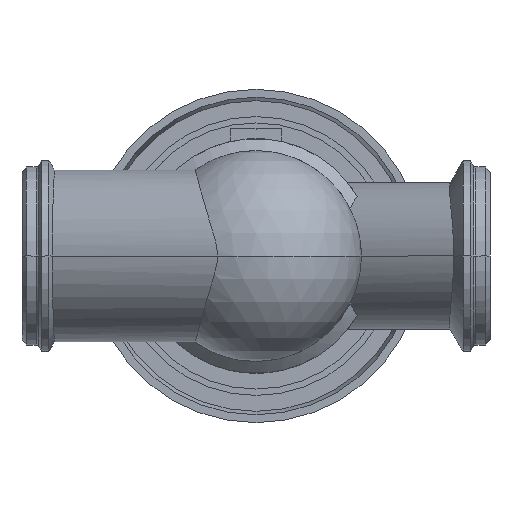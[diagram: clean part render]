
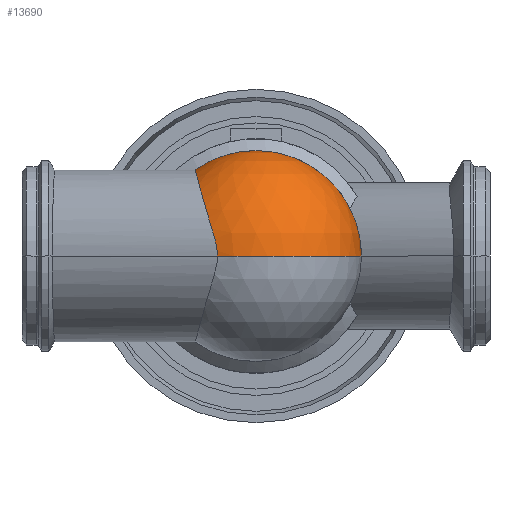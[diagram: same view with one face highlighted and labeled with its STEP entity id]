
A CAD part, front view. The second image highlights one B-rep face of the part: STEP entity #13690.
In plain terms, the highlighted spherical face has radius 164.2 mm.
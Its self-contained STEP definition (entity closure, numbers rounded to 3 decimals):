
#100=CARTESIAN_POINT('',(304.898,-218.775,
0.));
#110=VERTEX_POINT('',#100);
#1780=CARTESIAN_POINT('',(269.918,-65.97,
133.869));
#1790=VERTEX_POINT('',#1780);
#1820=CARTESIAN_POINT('',(269.918,-65.97,
-133.869));
#1830=CARTESIAN_POINT('',(269.932,-66.681,
-133.879));
#1840=CARTESIAN_POINT('',(269.947,-67.389,
-133.884));
#1850=CARTESIAN_POINT('',(270.066,-72.728,
-133.884));
#1860=CARTESIAN_POINT('',(270.205,-77.438,
-133.667));
#1870=CARTESIAN_POINT('',(270.566,-86.924,
-132.768));
#1880=CARTESIAN_POINT('',(270.787,-91.7,
-132.088));
#1890=CARTESIAN_POINT('',(271.325,-101.23,
-130.257));
#1900=CARTESIAN_POINT('',(271.641,-105.984,
-129.107));
#1910=CARTESIAN_POINT('',(272.374,-115.388,
-126.349));
#1920=CARTESIAN_POINT('',(272.792,-120.038,
-124.741));
#1930=CARTESIAN_POINT('',(273.734,-129.153,
-121.096));
#1940=CARTESIAN_POINT('',(274.258,-133.623,
-119.058));
#1950=CARTESIAN_POINT('',(275.415,-142.314,
-114.595));
#1960=CARTESIAN_POINT('',(276.048,-146.535,
-112.17));
#1970=CARTESIAN_POINT('',(277.416,-154.666,
-106.993));
#1980=CARTESIAN_POINT('',(278.152,-158.576,
-104.24));
#1990=CARTESIAN_POINT('',(279.715,-166.032,
-98.481));
#2000=CARTESIAN_POINT('',(280.543,-169.578,
-95.475));
#2010=CARTESIAN_POINT('',(282.233,-176.118,
-89.434));
#2020=CARTESIAN_POINT('',(283.121,-179.24,
-86.303));
#2030=CARTESIAN_POINT('',(285.015,-185.252,
-79.729));
#2040=CARTESIAN_POINT('',(286.022,-188.142,
-76.285));
#2050=CARTESIAN_POINT('',(288.138,-193.621,
-69.141));
#2060=CARTESIAN_POINT('',(289.248,-196.21,
-65.44));
#2070=CARTESIAN_POINT('',(291.547,-201.034,
-57.841));
#2080=CARTESIAN_POINT('',(292.735,-203.268,
-53.944));
#2090=CARTESIAN_POINT('',(294.541,-206.321,
-48.));
#2100=CARTESIAN_POINT('',(295.146,-207.289,
-46.003));
#2110=CARTESIAN_POINT('',(296.356,-209.121,
-41.984));
#2120=CARTESIAN_POINT('',(296.959,-209.985,
-39.961));
#2130=CARTESIAN_POINT('',(298.154,-211.606,
-35.894));
#2140=CARTESIAN_POINT('',(298.745,-212.364,
-33.85));
#2150=CARTESIAN_POINT('',(299.897,-213.766,
-29.741));
#2160=CARTESIAN_POINT('',(300.458,-214.412,
-27.677));
#2170=CARTESIAN_POINT('',(301.528,-215.584,
-23.527));
#2180=CARTESIAN_POINT('',(302.037,-216.111,
-21.442));
#2190=CARTESIAN_POINT('',(302.967,-217.036,
-17.246));
#2200=CARTESIAN_POINT('',(303.389,-217.434,
-15.136));
#2210=CARTESIAN_POINT('',(304.102,-218.086,
-10.881));
#2220=CARTESIAN_POINT('',(304.392,-218.34,
-8.736));
#2230=CARTESIAN_POINT('',(304.69,-218.599,
-5.486));
#2240=CARTESIAN_POINT('',(304.767,-218.664,
-4.398));
#2250=CARTESIAN_POINT('',(304.871,-218.752,
-2.208));
#2260=CARTESIAN_POINT('',(304.898,-218.775,
-1.107));
#2270=CARTESIAN_POINT('',(304.898,-218.775,
0.));
#2280=CARTESIAN_POINT('',(304.898,-218.775,
1.107));
#2290=CARTESIAN_POINT('',(304.871,-218.752,
2.208));
#2300=CARTESIAN_POINT('',(304.767,-218.664,
4.398));
#2310=CARTESIAN_POINT('',(304.69,-218.599,
5.486));
#2320=CARTESIAN_POINT('',(304.392,-218.34,
8.736));
#2330=CARTESIAN_POINT('',(304.102,-218.086,
10.881));
#2340=CARTESIAN_POINT('',(303.389,-217.434,
15.136));
#2350=CARTESIAN_POINT('',(302.967,-217.036,
17.246));
#2360=CARTESIAN_POINT('',(302.037,-216.111,
21.442));
#2370=CARTESIAN_POINT('',(301.528,-215.584,
23.527));
#2380=CARTESIAN_POINT('',(300.458,-214.412,
27.677));
#2390=CARTESIAN_POINT('',(299.897,-213.766,
29.741));
#2400=CARTESIAN_POINT('',(298.745,-212.364,
33.85));
#2410=CARTESIAN_POINT('',(298.154,-211.606,
35.894));
#2420=CARTESIAN_POINT('',(296.959,-209.985,
39.961));
#2430=CARTESIAN_POINT('',(296.356,-209.121,
41.984));
#2440=CARTESIAN_POINT('',(295.146,-207.289,
46.003));
#2450=CARTESIAN_POINT('',(294.541,-206.321,
48.));
#2460=CARTESIAN_POINT('',(292.735,-203.268,
53.944));
#2470=CARTESIAN_POINT('',(291.547,-201.034,
57.841));
#2480=CARTESIAN_POINT('',(289.248,-196.21,
65.44));
#2490=CARTESIAN_POINT('',(288.138,-193.621,
69.141));
#2500=CARTESIAN_POINT('',(286.022,-188.142,
76.285));
#2510=CARTESIAN_POINT('',(285.015,-185.252,
79.729));
#2520=CARTESIAN_POINT('',(283.121,-179.24,
86.303));
#2530=CARTESIAN_POINT('',(282.233,-176.118,
89.434));
#2540=CARTESIAN_POINT('',(280.543,-169.578,
95.475));
#2550=CARTESIAN_POINT('',(279.715,-166.032,
98.481));
#2560=CARTESIAN_POINT('',(278.152,-158.576,
104.24));
#2570=CARTESIAN_POINT('',(277.416,-154.666,
106.993));
#2580=CARTESIAN_POINT('',(276.048,-146.535,
112.17));
#2590=CARTESIAN_POINT('',(275.415,-142.314,
114.595));
#2600=CARTESIAN_POINT('',(274.258,-133.623,
119.058));
#2610=CARTESIAN_POINT('',(273.734,-129.153,
121.096));
#2620=CARTESIAN_POINT('',(272.792,-120.038,
124.741));
#2630=CARTESIAN_POINT('',(272.374,-115.388,
126.349));
#2640=CARTESIAN_POINT('',(271.641,-105.984,
129.107));
#2650=CARTESIAN_POINT('',(271.325,-101.23,
130.257));
#2660=CARTESIAN_POINT('',(270.787,-91.7,
132.088));
#2670=CARTESIAN_POINT('',(270.566,-86.924,
132.768));
#2680=CARTESIAN_POINT('',(270.205,-77.438,
133.667));
#2690=CARTESIAN_POINT('',(270.066,-72.728,
133.884));
#2700=CARTESIAN_POINT('',(269.947,-67.389,
133.884));
#2710=CARTESIAN_POINT('',(269.932,-66.681,
133.879));
#2720=CARTESIAN_POINT('',(269.918,-65.97,
133.869));
#2730=B_SPLINE_CURVE_WITH_KNOTS('',3,(#1820,#1830,#1840,#1850,#1860,
#1870,#1880,#1890,#1900,#1910,#1920,#1930,#1940,#1950,#1960,#1970,#1980,
#1990,#2000,#2010,#2020,#2030,#2040,#2050,#2060,#2070,#2080,#2090,#2100,
#2110,#2120,#2130,#2140,#2150,#2160,#2170,#2180,#2190,#2200,#2210,#2220,
#2230,#2240,#2250,#2260,#2270,#2280,#2290,#2300,#2310,#2320,#2330,#2340,
#2350,#2360,#2370,#2380,#2390,#2400,#2410,#2420,#2430,#2440,#2450,#2460,
#2470,#2480,#2490,#2500,#2510,#2520,#2530,#2540,#2550,#2560,#2570,#2580,
#2590,#2600,#2610,#2620,#2630,#2640,#2650,#2660,#2670,#2680,#2690,#2700,
#2710,#2720),.UNSPECIFIED.,.F.,.F.,(4,2,2,2,2,2,2,2,2,2,2,2,2,2,2,2,2,2,
2,2,2,2,3,2,2,2,2,2,2,2,2,2,2,2,2,2,2,2,2,2,2,2,2,2,4),(626.765
,628.885,642.785,656.684,670.584,
684.483,698.383,712.282,726.182,
740.081,753.368,766.654,779.941,
793.228,799.871,806.514,813.157,
819.801,826.444,833.087,839.731,
843.052,846.374,849.696,853.017,
859.661,866.304,872.947,879.59,
886.234,892.877,899.52,912.807,
926.093,939.38,952.667,966.566,
980.466,994.365,1008.264,1022.164,
1036.063,1049.963,1063.862,1065.983),
.UNSPECIFIED.);
#2740=EDGE_CURVE('',#110,#1790,#2730,.T.);
#8120=CARTESIAN_POINT('',(529.2,-65.97,0.)
);
#8130=VERTEX_POINT('',#8120);
#13430=CARTESIAN_POINT('',(365.,-65.97,0.)
);
#13440=DIRECTION('',(0.,0.,1.));
#13450=DIRECTION('',(1.,0.,0.));
#13460=AXIS2_PLACEMENT_3D('',#13430,#13440,#13450);
#13470=SPHERICAL_SURFACE('',#13460,164.2);
#13480=CARTESIAN_POINT('',(365.,-65.97,0.)
);
#13490=DIRECTION('',(0.,1.,0.));
#13500=DIRECTION('',(1.,0.,0.));
#13510=AXIS2_PLACEMENT_3D('',#13480,#13490,#13500);
#13520=CIRCLE('',#13510,164.2);
#13530=CARTESIAN_POINT('',(365.,-65.97,164.2));
#13540=VERTEX_POINT('',#13530);
#13550=EDGE_CURVE('',#1790,#13540,#13520,.T.);
#13560=ORIENTED_EDGE('',*,*,#13550,.F.);
#13570=EDGE_CURVE('',#13540,#8130,#13520,.T.);
#13580=ORIENTED_EDGE('',*,*,#13570,.F.);
#13590=CARTESIAN_POINT('',(365.,-65.97,0.));
#13600=DIRECTION('',(0.,0.,1.));
#13610=DIRECTION('',(-1.,0.,0.));
#13620=AXIS2_PLACEMENT_3D('',#13590,#13600,#13610);
#13630=CIRCLE('',#13620,164.2);
#13640=EDGE_CURVE('',#110,#8130,#13630,.T.);
#13650=ORIENTED_EDGE('',*,*,#13640,.T.);
#13660=ORIENTED_EDGE('',*,*,#2740,.F.);
#13670=EDGE_LOOP('',(#13660,#13650,#13580,#13560));
#13680=FACE_OUTER_BOUND('',#13670,.T.);
#13690=ADVANCED_FACE('',(#13680),#13470,.T.);
